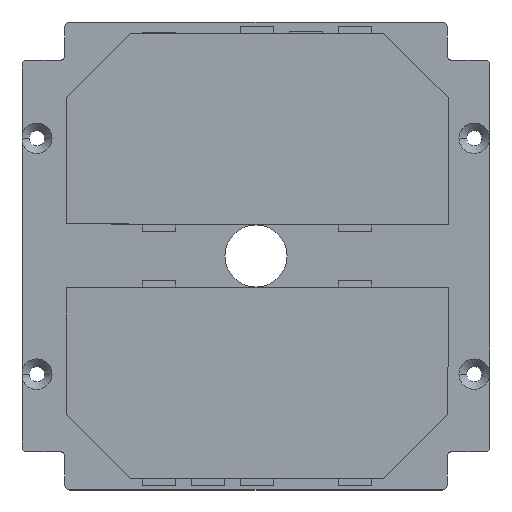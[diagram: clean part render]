
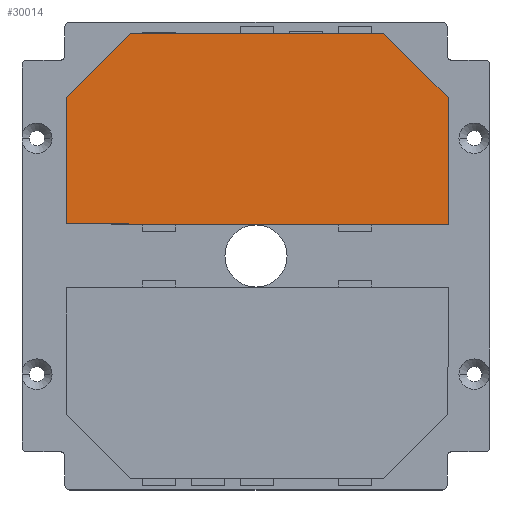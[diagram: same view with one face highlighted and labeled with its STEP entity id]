
A CAD part, top view. The second image highlights one B-rep face of the part: STEP entity #30014.
In plain terms, the highlighted planar face has unit normal (0, 0, 1).
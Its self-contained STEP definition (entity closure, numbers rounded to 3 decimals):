
#3400 = CARTESIAN_POINT ( 'NONE',  ( 26.726, 46.679, 0.17 ) ) ;
#4014 = LINE ( 'NONE', #10082, #26591 ) ;
#4360 = CARTESIAN_POINT ( 'NONE',  ( 26.726, 46.679, 0.17 ) ) ;
#5596 = VERTEX_POINT ( 'NONE', #3400 ) ;
#5780 = DIRECTION ( 'NONE',  ( 0.704, 0.711, 0. ) ) ;
#7242 = CARTESIAN_POINT ( 'NONE',  ( -39.776, 6.7, 0.17 ) ) ;
#7577 = CARTESIAN_POINT ( 'NONE',  ( -26.32, 46.679, 0.17 ) ) ;
#7845 = DIRECTION ( 'NONE',  ( 0.705, -0.709, 0. ) ) ;
#8154 = DIRECTION ( 'NONE',  ( 0., -1., 0. ) ) ;
#8678 = VERTEX_POINT ( 'NONE', #23941 ) ;
#9035 = LINE ( 'NONE', #16529, #19584 ) ;
#9632 = ORIENTED_EDGE ( 'NONE', *, *, #29299, .F. ) ;
#9739 = LINE ( 'NONE', #23551, #31621 ) ;
#10082 = CARTESIAN_POINT ( 'NONE',  ( 40.226, 6.696, 0.17 ) ) ;
#11180 = DIRECTION ( 'NONE',  ( 1., 0., 0. ) ) ;
#11665 = EDGE_CURVE ( 'NONE', #8678, #14914, #28261, .T. ) ;
#13019 = DIRECTION ( 'NONE',  ( 1., 0., 0. ) ) ;
#13526 = EDGE_LOOP ( 'NONE', ( #42384, #41058, #17869, #16560, #15015, #9632 ) ) ;
#14914 = VERTEX_POINT ( 'NONE', #20048 ) ;
#15015 = ORIENTED_EDGE ( 'NONE', *, *, #38394, .F. ) ;
#16529 = CARTESIAN_POINT ( 'NONE',  ( -26.32, 46.679, 0.17 ) ) ;
#16560 = ORIENTED_EDGE ( 'NONE', *, *, #40894, .F. ) ;
#17869 = ORIENTED_EDGE ( 'NONE', *, *, #11665, .F. ) ;
#19584 = VECTOR ( 'NONE', #13019, 1000. ) ;
#20048 = CARTESIAN_POINT ( 'NONE',  ( 40.226, 6.696, 0.17 ) ) ;
#20227 = VERTEX_POINT ( 'NONE', #7242 ) ;
#20928 = VERTEX_POINT ( 'NONE', #7577 ) ;
#21639 = LINE ( 'NONE', #4360, #36768 ) ;
#23540 = CARTESIAN_POINT ( 'NONE',  ( -39.749, 33.117, 0.17 ) ) ;
#23551 = CARTESIAN_POINT ( 'NONE',  ( -39.749, 33.117, 0.17 ) ) ;
#23941 = CARTESIAN_POINT ( 'NONE',  ( 40.221, 33.117, 0.17 ) ) ;
#26591 = VECTOR ( 'NONE', #38555, 1000. ) ;
#26629 = VECTOR ( 'NONE', #35312, 1000. ) ;
#27430 = PLANE ( 'NONE',  #33951 ) ;
#28261 = LINE ( 'NONE', #42510, #33890 ) ;
#28789 = LINE ( 'NONE', #43030, #26629 ) ;
#29299 = EDGE_CURVE ( 'NONE', #30262, #20928, #9739, .T. ) ;
#30014 = ADVANCED_FACE ( 'NONE', ( #34638 ), #27430, .T. ) ;
#30262 = VERTEX_POINT ( 'NONE', #23540 ) ;
#31621 = VECTOR ( 'NONE', #5780, 1000. ) ;
#32081 = EDGE_CURVE ( 'NONE', #20227, #30262, #28789, .T. ) ;
#33890 = VECTOR ( 'NONE', #8154, 1000. ) ;
#33951 = AXIS2_PLACEMENT_3D ( 'NONE', #46166, #43373, #11180 ) ;
#34638 = FACE_OUTER_BOUND ( 'NONE', #13526, .T. ) ;
#35312 = DIRECTION ( 'NONE',  ( 0.001, 1., 0. ) ) ;
#36768 = VECTOR ( 'NONE', #7845, 1000. ) ;
#38394 = EDGE_CURVE ( 'NONE', #20928, #5596, #9035, .T. ) ;
#38555 = DIRECTION ( 'NONE',  ( -1., 0., 0. ) ) ;
#38762 = EDGE_CURVE ( 'NONE', #14914, #20227, #4014, .T. ) ;
#40894 = EDGE_CURVE ( 'NONE', #5596, #8678, #21639, .T. ) ;
#41058 = ORIENTED_EDGE ( 'NONE', *, *, #38762, .F. ) ;
#42384 = ORIENTED_EDGE ( 'NONE', *, *, #32081, .F. ) ;
#42510 = CARTESIAN_POINT ( 'NONE',  ( 40.221, 33.117, 0.17 ) ) ;
#43030 = CARTESIAN_POINT ( 'NONE',  ( -39.776, 6.7, 0.17 ) ) ;
#43373 = DIRECTION ( 'NONE',  ( 0., 0., 1. ) ) ;
#46166 = CARTESIAN_POINT ( 'NONE',  ( -39.749, 33.117, 0.17 ) ) ;
